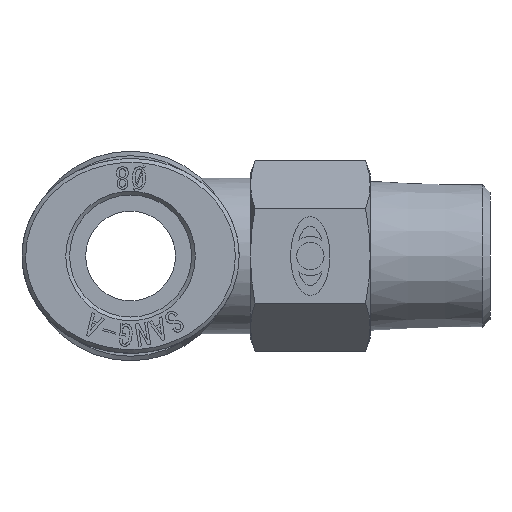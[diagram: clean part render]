
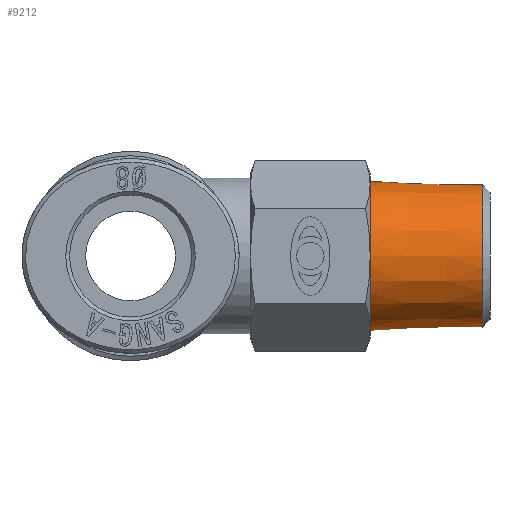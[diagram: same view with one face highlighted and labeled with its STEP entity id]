
A CAD part, left-side view. The second image highlights one B-rep face of the part: STEP entity #9212.
In plain terms, the highlighted conical face has half-angle 1.79 degrees and reference radius 4.865 mm.
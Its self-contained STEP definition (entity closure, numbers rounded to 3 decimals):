
#9161=CARTESIAN_POINT('',(-4.756,-15.5,0.));
#9162=VERTEX_POINT('',#9161);
#9163=CARTESIAN_POINT('',(0.0,-15.5,0.));
#9164=DIRECTION('',(0.0,-1.0,0.0));
#9165=DIRECTION('',(1.0,0.0,0.0));
#9166=AXIS2_PLACEMENT_3D('',#9163,#9164,#9165);
#9167=CIRCLE('',#9166,4.756);
#9168=EDGE_CURVE('',#9162,#9162,#9167,.T.);
#9193=CARTESIAN_POINT('',(0.0,-12.,0.0));
#9194=DIRECTION('',(0.0,1.0,0.0));
#9195=DIRECTION('',(-1.0,0.0,0.0));
#9196=AXIS2_PLACEMENT_3D('',#9193,#9194,#9195);
#9197=CONICAL_SURFACE('',#9196,4.865,1.79);
#9198=CARTESIAN_POINT('',(-4.99,-8.,0.0));
#9199=VERTEX_POINT('',#9198);
#9200=CARTESIAN_POINT('',(0.0,-8.,0.0));
#9201=DIRECTION('',(0.0,1.0,0.0));
#9202=DIRECTION('',(-1.0,0.0,0.0));
#9203=AXIS2_PLACEMENT_3D('',#9200,#9201,#9202);
#9204=CIRCLE('',#9203,4.99);
#9205=EDGE_CURVE('',#9199,#9199,#9204,.T.);
#9206=ORIENTED_EDGE('',*,*,#9205,.F.);
#9207=EDGE_LOOP('',(#9206));
#9208=FACE_OUTER_BOUND('',#9207,.T.);
#9209=ORIENTED_EDGE('',*,*,#9168,.F.);
#9210=EDGE_LOOP('',(#9209));
#9211=FACE_BOUND('',#9210,.T.);
#9212=ADVANCED_FACE('',(#9208,#9211),#9197,.T.);
